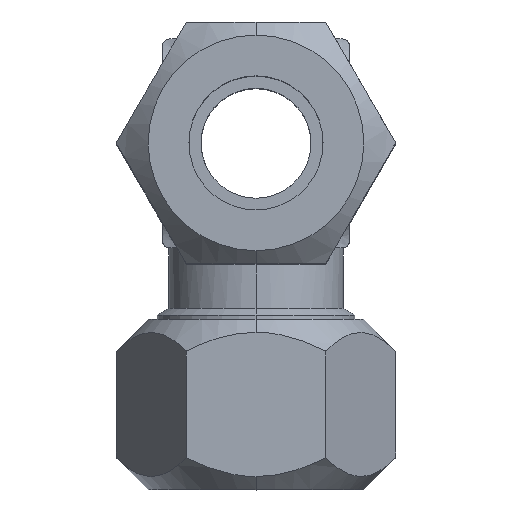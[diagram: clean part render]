
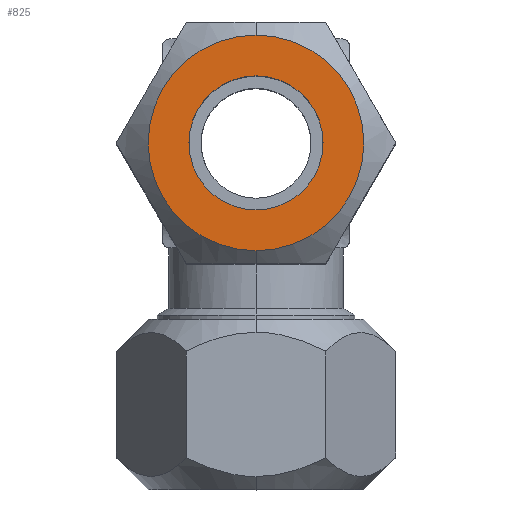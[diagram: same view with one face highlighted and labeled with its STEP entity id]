
A CAD part, top view. The second image highlights one B-rep face of the part: STEP entity #825.
In plain terms, the highlighted face is planar.
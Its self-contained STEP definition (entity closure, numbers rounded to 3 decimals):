
#48 = EDGE_CURVE ( 'NONE', #49, #161, #919, .T. ) ;
#49 = VERTEX_POINT ( 'NONE', #910 ) ;
#161 = VERTEX_POINT ( 'NONE', #1122 ) ;
#824 = EDGE_LOOP ( 'NONE', ( #826, #3399 ) ) ;
#825 = ADVANCED_FACE ( 'NONE', ( #2204, #2203 ), #2202, .F. ) ;
#826 = ORIENTED_EDGE ( 'NONE', *, *, #828, .T. ) ;
#828 = EDGE_CURVE ( 'NONE', #161, #49, #2198, .T. ) ;
#831 = EDGE_CURVE ( 'NONE', #1824, #1822, #2276, .T. ) ;
#910 = CARTESIAN_POINT ( 'NONE',  ( 0., 6.1, -21.5 ) ) ;
#911 = DIRECTION ( 'NONE',  ( 0., -1., 0. ) ) ;
#912 = DIRECTION ( 'NONE',  ( 0., 0., 1. ) ) ;
#913 = CARTESIAN_POINT ( 'NONE',  ( 0., 0., -21.5 ) ) ;
#914 = AXIS2_PLACEMENT_3D ( 'NONE', #913, #912, #911 ) ;
#919 = CIRCLE ( 'NONE', #914, 6.1 ) ;
#1122 = CARTESIAN_POINT ( 'NONE',  ( 0., -6.1, -21.5 ) ) ;
#1822 = VERTEX_POINT ( 'NONE', #3674 ) ;
#1823 = EDGE_CURVE ( 'NONE', #1822, #1824, #3673, .T. ) ;
#1824 = VERTEX_POINT ( 'NONE', #3668 ) ;
#2194 = DIRECTION ( 'NONE',  ( 0., -1., 0. ) ) ;
#2195 = DIRECTION ( 'NONE',  ( 0., 0., 1. ) ) ;
#2197 = AXIS2_PLACEMENT_3D ( 'NONE', #2201, #2195, #2194 ) ;
#2198 = CIRCLE ( 'NONE', #2287, 6.1 ) ;
#2199 = CARTESIAN_POINT ( 'NONE',  ( 0., 0., -21.5 ) ) ;
#2201 = CARTESIAN_POINT ( 'NONE',  ( 0., 12.702, -21.5 ) ) ;
#2202 = PLANE ( 'NONE',  #2197 ) ;
#2203 = FACE_OUTER_BOUND ( 'NONE', #3390, .T. ) ;
#2204 = FACE_BOUND ( 'NONE', #824, .T. ) ;
#2272 = DIRECTION ( 'NONE',  ( 0., -1., 0. ) ) ;
#2273 = DIRECTION ( 'NONE',  ( 0., 0., 1. ) ) ;
#2274 = CARTESIAN_POINT ( 'NONE',  ( 0., 0., -21.5 ) ) ;
#2275 = AXIS2_PLACEMENT_3D ( 'NONE', #2274, #2273, #2272 ) ;
#2276 = CIRCLE ( 'NONE', #2275, 9.812 ) ;
#2284 = DIRECTION ( 'NONE',  ( 0., -1., 0. ) ) ;
#2286 = DIRECTION ( 'NONE',  ( 0., 0., 1. ) ) ;
#2287 = AXIS2_PLACEMENT_3D ( 'NONE', #2199, #2286, #2284 ) ;
#3386 = ORIENTED_EDGE ( 'NONE', *, *, #1823, .F. ) ;
#3390 = EDGE_LOOP ( 'NONE', ( #3386, #3393 ) ) ;
#3393 = ORIENTED_EDGE ( 'NONE', *, *, #831, .F. ) ;
#3399 = ORIENTED_EDGE ( 'NONE', *, *, #48, .T. ) ;
#3668 = CARTESIAN_POINT ( 'NONE',  ( 0., 9.812, -21.5 ) ) ;
#3669 = DIRECTION ( 'NONE',  ( 0., -1., 0. ) ) ;
#3670 = DIRECTION ( 'NONE',  ( 0., 0., 1. ) ) ;
#3671 = CARTESIAN_POINT ( 'NONE',  ( 0., 0., -21.5 ) ) ;
#3672 = AXIS2_PLACEMENT_3D ( 'NONE', #3671, #3670, #3669 ) ;
#3673 = CIRCLE ( 'NONE', #3672, 9.812 ) ;
#3674 = CARTESIAN_POINT ( 'NONE',  ( 0., -9.812, -21.5 ) ) ;
